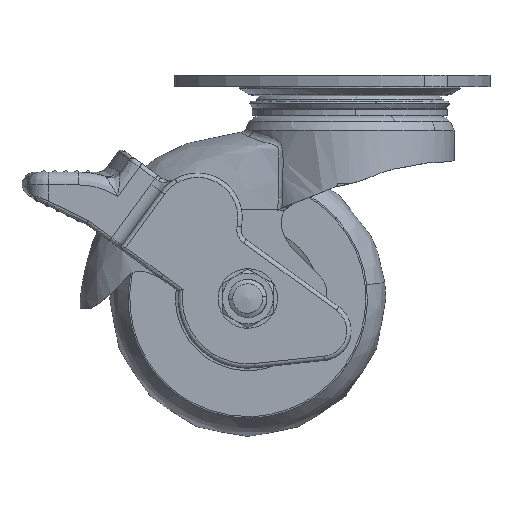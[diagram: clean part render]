
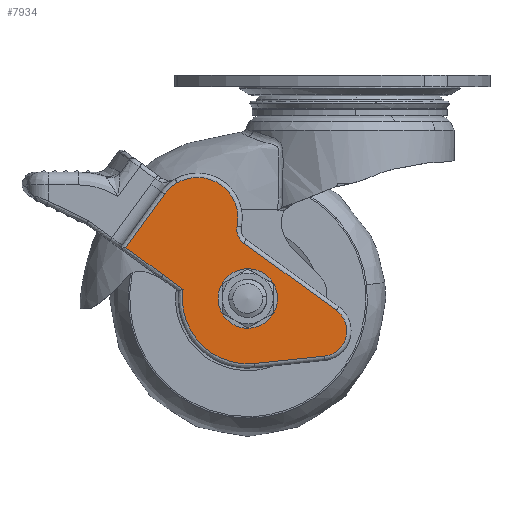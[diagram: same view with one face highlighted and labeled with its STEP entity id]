
A CAD part, front view. The second image highlights one B-rep face of the part: STEP entity #7934.
In plain terms, the highlighted free-form (B-spline) face has degree [1, 1] with [2, 2] control points.
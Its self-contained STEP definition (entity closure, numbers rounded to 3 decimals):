
#265=CARTESIAN_POINT('',(-27.969,-26.9,-52.996));
#266=VERTEX_POINT('',#265);
#272=CARTESIAN_POINT('',(-24.,-26.9,-56.5));
#273=VERTEX_POINT('',#272);
#274=CARTESIAN_POINT('',(-27.969,-26.9,-52.996));
#275=CARTESIAN_POINT('',(-27.531,-26.9,-56.5));
#276=CARTESIAN_POINT('',(-24.,-26.9,-56.5));
#284=(BOUNDED_CURVE()B_SPLINE_CURVE(2,(#274,#275,#276),.UNSPECIFIED.,.F.,.U.)B_SPLINE_CURVE_WITH_KNOTS((3,3),(0.271,0.5),.UNSPECIFIED.)CURVE()GEOMETRIC_REPRESENTATION_ITEM()RATIONAL_B_SPLINE_CURVE((0.954,0.732,1.0))REPRESENTATION_ITEM(''));
#285=EDGE_CURVE('',#266,#273,#284,.T.);
#287=CARTESIAN_POINT('',(-20.,-26.9,-52.465));
#288=VERTEX_POINT('',#287);
#289=CARTESIAN_POINT('',(-24.,-26.9,-56.5));
#290=CARTESIAN_POINT('',(-20.,-26.9,-56.5));
#291=CARTESIAN_POINT('',(-20.,-26.9,-52.5));
#292=CARTESIAN_POINT('',(-20.,-26.9,-52.483));
#293=CARTESIAN_POINT('',(-20.,-26.9,-52.465));
#301=(BOUNDED_CURVE()B_SPLINE_CURVE(2,(#289,#290,#291,#292,#293),.UNSPECIFIED.,.F.,.U.)B_SPLINE_CURVE_WITH_KNOTS((3,2,3),(0.5,0.75,0.752),.UNSPECIFIED.)CURVE()GEOMETRIC_REPRESENTATION_ITEM()RATIONAL_B_SPLINE_CURVE((1.0,0.707,1.0,0.998,0.996))REPRESENTATION_ITEM(''));
#302=EDGE_CURVE('',#273,#288,#301,.T.);
#382=CARTESIAN_POINT('',(-24.,-26.9,-48.5));
#383=VERTEX_POINT('',#382);
#384=CARTESIAN_POINT('',(-20.,-26.9,-52.465));
#385=CARTESIAN_POINT('',(-20.035,-26.9,-48.5));
#386=CARTESIAN_POINT('',(-24.,-26.9,-48.5));
#394=(BOUNDED_CURVE()B_SPLINE_CURVE(2,(#384,#385,#386),.UNSPECIFIED.,.F.,.U.)B_SPLINE_CURVE_WITH_KNOTS((3,3),(0.752,1.0),.UNSPECIFIED.)CURVE()GEOMETRIC_REPRESENTATION_ITEM()RATIONAL_B_SPLINE_CURVE((0.996,0.709,1.0))REPRESENTATION_ITEM(''));
#395=EDGE_CURVE('',#288,#383,#394,.T.);
#397=CARTESIAN_POINT('',(-24.,-26.9,-48.5));
#398=CARTESIAN_POINT('',(-28.,-26.9,-48.5));
#399=CARTESIAN_POINT('',(-28.,-26.9,-52.5));
#400=CARTESIAN_POINT('',(-28.,-26.9,-52.749));
#401=CARTESIAN_POINT('',(-27.969,-26.9,-52.996));
#409=(BOUNDED_CURVE()B_SPLINE_CURVE(2,(#397,#398,#399,#400,#401),.UNSPECIFIED.,.F.,.U.)B_SPLINE_CURVE_WITH_KNOTS((3,2,3),(0.0,0.25,0.271),.UNSPECIFIED.)CURVE()GEOMETRIC_REPRESENTATION_ITEM()RATIONAL_B_SPLINE_CURVE((1.0,0.707,1.0,0.975,0.954))REPRESENTATION_ITEM(''));
#410=EDGE_CURVE('',#383,#266,#409,.T.);
#4441=CARTESIAN_POINT('',(-26.516,-26.9,-35.429));
#4442=VERTEX_POINT('',#4441);
#4475=CARTESIAN_POINT('',(-40.561,-26.9,-25.224));
#4476=VERTEX_POINT('',#4475);
#4490=CARTESIAN_POINT('',(-26.516,-26.9,-35.429));
#4491=CARTESIAN_POINT('',(-25.31,-26.9,-29.423));
#4492=CARTESIAN_POINT('',(-30.266,-26.9,-25.822));
#4493=CARTESIAN_POINT('',(-35.222,-26.9,-22.221));
#4494=CARTESIAN_POINT('',(-40.561,-26.9,-25.224));
#4502=(BOUNDED_CURVE()B_SPLINE_CURVE(2,(#4490,#4491,#4492,#4493,#4494),.UNSPECIFIED.,.F.,.U.)B_SPLINE_CURVE_WITH_KNOTS((3,2,3),(0.0,0.5,1.0),.UNSPECIFIED.)CURVE()GEOMETRIC_REPRESENTATION_ITEM()RATIONAL_B_SPLINE_CURVE((1.0,0.842,1.0,0.842,1.0))REPRESENTATION_ITEM(''));
#4503=EDGE_CURVE('',#4442,#4476,#4502,.T.);
#4539=CARTESIAN_POINT('',(-40.634,-26.9,-25.265));
#4540=VERTEX_POINT('',#4539);
#4570=CARTESIAN_POINT('',(-40.561,-26.9,-25.224));
#4571=CARTESIAN_POINT('',(-40.597,-26.9,-25.245));
#4572=CARTESIAN_POINT('',(-40.634,-26.9,-25.265));
#4580=(BOUNDED_CURVE()B_SPLINE_CURVE(2,(#4570,#4571,#4572),.UNSPECIFIED.,.F.,.U.)CURVE()GEOMETRIC_REPRESENTATION_ITEM()QUASI_UNIFORM_CURVE()RATIONAL_B_SPLINE_CURVE((1.0,1.,1.0))REPRESENTATION_ITEM(''));
#4581=EDGE_CURVE('',#4476,#4540,#4580,.T.);
#4604=CARTESIAN_POINT('',(-24.946,-26.9,-39.452));
#4605=VERTEX_POINT('',#4604);
#4635=CARTESIAN_POINT('',(-24.946,-26.9,-39.452));
#4636=CARTESIAN_POINT('',(-27.021,-26.9,-37.944));
#4637=CARTESIAN_POINT('',(-26.516,-26.9,-35.429));
#4645=(BOUNDED_CURVE()B_SPLINE_CURVE(2,(#4635,#4636,#4637),.UNSPECIFIED.,.F.,.U.)CURVE()GEOMETRIC_REPRESENTATION_ITEM()QUASI_UNIFORM_CURVE()RATIONAL_B_SPLINE_CURVE((1.0,0.842,1.0))REPRESENTATION_ITEM(''));
#4646=EDGE_CURVE('',#4605,#4442,#4645,.T.);
#4685=CARTESIAN_POINT('',(-43.606,-26.9,-27.934));
#4686=VERTEX_POINT('',#4685);
#4700=CARTESIAN_POINT('',(-40.634,-26.9,-25.265));
#4701=CARTESIAN_POINT('',(-42.406,-26.9,-26.282));
#4702=CARTESIAN_POINT('',(-43.606,-26.9,-27.934));
#4710=(BOUNDED_CURVE()B_SPLINE_CURVE(2,(#4700,#4701,#4702),.UNSPECIFIED.,.F.,.U.)CURVE()GEOMETRIC_REPRESENTATION_ITEM()QUASI_UNIFORM_CURVE()RATIONAL_B_SPLINE_CURVE((1.0,0.978,1.0))REPRESENTATION_ITEM(''));
#4711=EDGE_CURVE('',#4540,#4686,#4710,.T.);
#4730=CARTESIAN_POINT('',(-3.163,-26.9,-55.278));
#4731=VERTEX_POINT('',#4730);
#4753=CARTESIAN_POINT('',(-3.163,-26.9,-55.278));
#4754=CARTESIAN_POINT('',(-24.946,-26.9,-39.452));
#4755=QUASI_UNIFORM_CURVE('',1,(#4753,#4754),.UNSPECIFIED.,.F.,.U.);
#4756=EDGE_CURVE('',#4731,#4605,#4755,.T.);
#4784=CARTESIAN_POINT('',(-6.063,-26.9,-66.099));
#4785=VERTEX_POINT('',#4784);
#4817=CARTESIAN_POINT('',(-6.063,-26.9,-66.099));
#4818=CARTESIAN_POINT('',(-1.961,-26.9,-65.668));
#4819=CARTESIAN_POINT('',(-0.894,-26.9,-61.685));
#4820=CARTESIAN_POINT('',(0.173,-26.9,-57.702));
#4821=CARTESIAN_POINT('',(-3.163,-26.9,-55.278));
#4829=(BOUNDED_CURVE()B_SPLINE_CURVE(2,(#4817,#4818,#4819,#4820,#4821),.UNSPECIFIED.,.F.,.U.)B_SPLINE_CURVE_WITH_KNOTS((3,2,3),(0.0,0.5,1.0),.UNSPECIFIED.)CURVE()GEOMETRIC_REPRESENTATION_ITEM()RATIONAL_B_SPLINE_CURVE((1.0,0.824,1.0,0.824,1.0))REPRESENTATION_ITEM(''));
#4830=EDGE_CURVE('',#4785,#4731,#4829,.T.);
#4855=CARTESIAN_POINT('',(-52.746,-26.9,-40.514));
#4856=VERTEX_POINT('',#4855);
#4870=CARTESIAN_POINT('',(-43.606,-26.9,-27.934));
#4871=CARTESIAN_POINT('',(-52.746,-26.9,-40.514));
#4872=QUASI_UNIFORM_CURVE('',1,(#4870,#4871),.UNSPECIFIED.,.F.,.U.);
#4873=EDGE_CURVE('',#4686,#4856,#4872,.T.);
#4893=CARTESIAN_POINT('',(-22.39,-26.9,-67.816));
#4894=VERTEX_POINT('',#4893);
#4916=CARTESIAN_POINT('',(-22.39,-26.9,-67.816));
#4917=CARTESIAN_POINT('',(-6.063,-26.9,-66.099));
#4918=QUASI_UNIFORM_CURVE('',1,(#4916,#4917),.UNSPECIFIED.,.F.,.U.);
#4919=EDGE_CURVE('',#4894,#4785,#4918,.T.);
#4947=CARTESIAN_POINT('',(-43.916,-26.9,-46.93));
#4948=VERTEX_POINT('',#4947);
#4964=CARTESIAN_POINT('',(-52.746,-26.9,-40.514));
#4965=CARTESIAN_POINT('',(-43.916,-26.9,-46.93));
#4966=QUASI_UNIFORM_CURVE('',1,(#4964,#4965),.UNSPECIFIED.,.F.,.U.);
#4967=EDGE_CURVE('',#4856,#4948,#4966,.T.);
#4989=CARTESIAN_POINT('',(-39.242,-26.9,-50.301));
#4990=VERTEX_POINT('',#4989);
#5040=CARTESIAN_POINT('',(-39.242,-26.9,-50.301));
#5041=CARTESIAN_POINT('',(-40.317,-26.9,-57.752));
#5042=CARTESIAN_POINT('',(-35.097,-26.9,-63.177));
#5043=CARTESIAN_POINT('',(-29.878,-26.9,-68.603));
#5044=CARTESIAN_POINT('',(-22.39,-26.9,-67.816));
#5052=(BOUNDED_CURVE()B_SPLINE_CURVE(2,(#5040,#5041,#5042,#5043,#5044),.UNSPECIFIED.,.F.,.U.)B_SPLINE_CURVE_WITH_KNOTS((3,2,3),(0.0,0.5,1.0),.UNSPECIFIED.)CURVE()GEOMETRIC_REPRESENTATION_ITEM()RATIONAL_B_SPLINE_CURVE((1.0,0.898,1.0,0.898,1.0))REPRESENTATION_ITEM(''));
#5053=EDGE_CURVE('',#4990,#4894,#5052,.T.);
#5079=CARTESIAN_POINT('',(-43.916,-26.9,-46.93));
#5080=CARTESIAN_POINT('',(-39.242,-26.9,-50.301));
#5081=QUASI_UNIFORM_CURVE('',1,(#5079,#5080),.UNSPECIFIED.,.F.,.U.);
#5082=EDGE_CURVE('',#4948,#4990,#5081,.T.);
#7910=CARTESIAN_POINT('',(-55.346,-26.9,-21.807));
#7911=CARTESIAN_POINT('',(1.909,-26.9,-21.807));
#7912=CARTESIAN_POINT('',(-55.346,-26.9,-70.091));
#7913=CARTESIAN_POINT('',(1.909,-26.9,-70.091));
#7914=B_SPLINE_SURFACE_WITH_KNOTS('',1,1,((#7910,#7912),(#7911,#7913)),.UNSPECIFIED.,.F.,.F.,.U.,(2,2),(2,2),(0.0,57.256),(0.0,48.283),.UNSPECIFIED.);
#7915=ORIENTED_EDGE('',*,*,#4756,.T.);
#7916=ORIENTED_EDGE('',*,*,#4646,.T.);
#7917=ORIENTED_EDGE('',*,*,#4503,.T.);
#7918=ORIENTED_EDGE('',*,*,#4581,.T.);
#7919=ORIENTED_EDGE('',*,*,#4711,.T.);
#7920=ORIENTED_EDGE('',*,*,#4873,.T.);
#7921=ORIENTED_EDGE('',*,*,#4967,.T.);
#7922=ORIENTED_EDGE('',*,*,#5082,.T.);
#7923=ORIENTED_EDGE('',*,*,#5053,.T.);
#7924=ORIENTED_EDGE('',*,*,#4919,.T.);
#7925=ORIENTED_EDGE('',*,*,#4830,.T.);
#7926=EDGE_LOOP('',(#7915,#7916,#7917,#7918,#7919,#7920,#7921,#7922,#7923,#7924,#7925));
#7927=FACE_OUTER_BOUND('',#7926,.T.);
#7928=ORIENTED_EDGE('',*,*,#302,.F.);
#7929=ORIENTED_EDGE('',*,*,#285,.F.);
#7930=ORIENTED_EDGE('',*,*,#410,.F.);
#7931=ORIENTED_EDGE('',*,*,#395,.F.);
#7932=EDGE_LOOP('',(#7928,#7929,#7930,#7931));
#7933=FACE_BOUND('',#7932,.T.);
#7934=ADVANCED_FACE('',(#7927,#7933),#7914,.F.);
